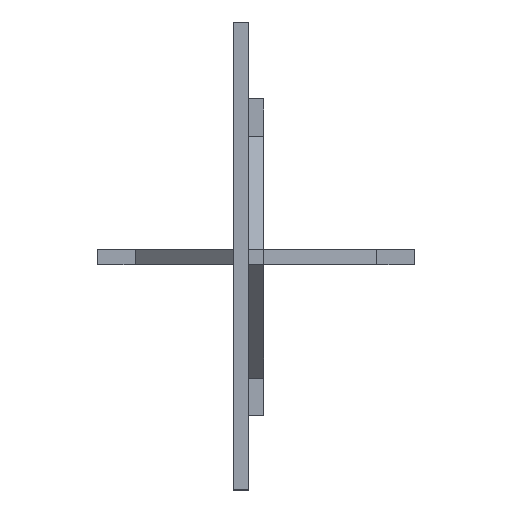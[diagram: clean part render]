
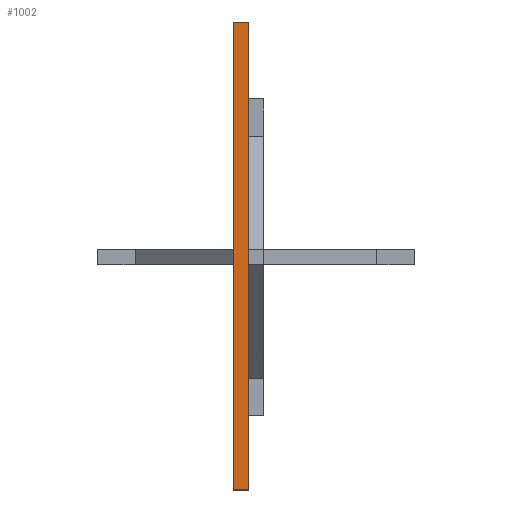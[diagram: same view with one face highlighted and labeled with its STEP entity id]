
A CAD part, top view. The second image highlights one B-rep face of the part: STEP entity #1002.
In plain terms, the highlighted planar face has unit normal (0, 0, 1).
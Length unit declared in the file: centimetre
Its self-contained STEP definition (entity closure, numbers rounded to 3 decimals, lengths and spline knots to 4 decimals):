
#80=FACE_OUTER_BOUND('',#138,.T.);
#138=EDGE_LOOP('',(#871,#872,#873,#874));
#264=LINE('',#1593,#396);
#267=LINE('',#1599,#399);
#268=LINE('',#1601,#400);
#269=LINE('',#1602,#401);
#396=VECTOR('',#1314,1.);
#399=VECTOR('',#1319,1.);
#400=VECTOR('',#1320,1.);
#401=VECTOR('',#1321,1.);
#488=VERTEX_POINT('',#1590);
#489=VERTEX_POINT('',#1592);
#491=VERTEX_POINT('',#1598);
#492=VERTEX_POINT('',#1600);
#616=EDGE_CURVE('',#488,#489,#264,.T.);
#619=EDGE_CURVE('',#491,#488,#267,.T.);
#620=EDGE_CURVE('',#492,#491,#268,.T.);
#621=EDGE_CURVE('',#489,#492,#269,.T.);
#871=ORIENTED_EDGE('',*,*,#619,.F.);
#872=ORIENTED_EDGE('',*,*,#620,.F.);
#873=ORIENTED_EDGE('',*,*,#621,.F.);
#874=ORIENTED_EDGE('',*,*,#616,.F.);
#944=PLANE('',#1080);
#1002=ADVANCED_FACE('',(#80),#944,.T.);
#1080=AXIS2_PLACEMENT_3D('',#1597,#1317,#1318);
#1314=DIRECTION('',(1.,0.,0.));
#1317=DIRECTION('center_axis',(0.,0.,1.));
#1318=DIRECTION('ref_axis',(-1.,0.,0.));
#1319=DIRECTION('',(0.,1.,0.));
#1320=DIRECTION('',(-1.,0.,0.));
#1321=DIRECTION('',(0.,-1.,0.));
#1590=CARTESIAN_POINT('',(-2.,32.,102.));
#1592=CARTESIAN_POINT('',(0.,32.,102.));
#1593=CARTESIAN_POINT('',(0.,32.,102.));
#1597=CARTESIAN_POINT('Origin',(0.,0.,102.));
#1598=CARTESIAN_POINT('',(-2.,-30.,102.));
#1599=CARTESIAN_POINT('',(-2.,0.,102.));
#1600=CARTESIAN_POINT('',(0.,-30.,102.));
#1601=CARTESIAN_POINT('',(0.,-30.,102.));
#1602=CARTESIAN_POINT('',(0.,0.,102.));
